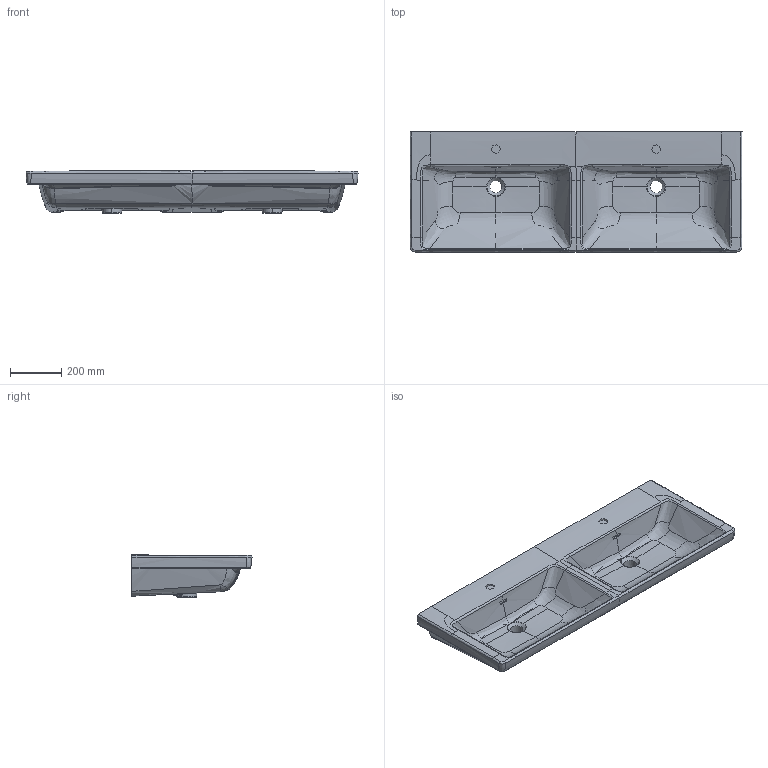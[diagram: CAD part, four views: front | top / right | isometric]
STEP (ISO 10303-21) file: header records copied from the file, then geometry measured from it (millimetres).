
FILE_DESCRIPTION(/* description */ (''),/* implementation_level */ '2;1');
FILE_NAME(/* name */ '4A71D5_4A71D3_4A71D1.stp',/* time_stamp */ '2020-03-26T14:36:51+01:00',/* author */ (''),/* organization */ (''),/* preprocessor_version */ 'ST-DEVELOPER v16.7',/* originating_system */ 'SIEMENS PLM Software NX 1863',/* authorisation */ '');
FILE_SCHEMA (('AUTOMOTIVE_DESIGN { 1 0 10303 214 3 1 1 1 }'));
Length unit declared in the file: millimetre
Products named in the file (1): Sier2A70749Ash0c
Bounding box: 1300.05 x 470.32 x 168.01 mm (x, y, z)
Volume: 43755039.6 mm3; surface area: 1856471.8 mm2
Topology: 1 solids, 1 shells, 390 faces, 1043 edges, 651 vertices
Faces by surface type: bspline 307, cylinder 30, plane 25, cone 12, extrusion 8, torus 4, sphere 4
Full cylindrical faces by diameter (mm): 35 x2, 48.571 x2
Entity records: 51882 total; most frequent: CARTESIAN_POINT 45054, ORIENTED_EDGE 2050, EDGE_CURVE 1025, B_SPLINE_CURVE_WITH_KNOTS 803, VERTEX_POINT 647, DIRECTION 435, EDGE_LOOP 404, ADVANCED_FACE 390
